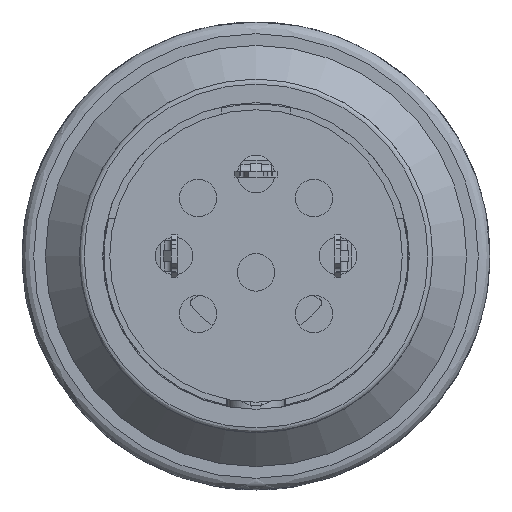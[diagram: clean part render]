
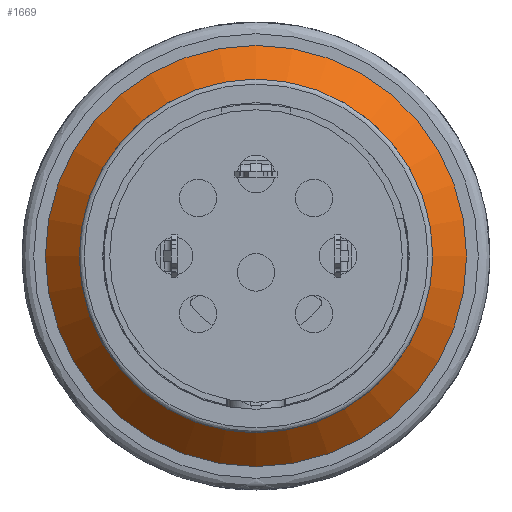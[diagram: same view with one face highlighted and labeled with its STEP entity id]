
A CAD part, left-side view. The second image highlights one B-rep face of the part: STEP entity #1669.
In plain terms, the highlighted conical face has half-angle 45 degrees and reference radius 7.55 mm.
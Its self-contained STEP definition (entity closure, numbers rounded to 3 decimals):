
#993=CONICAL_SURFACE('',#7726,7.55,45.);
#1250=FACE_BOUND('',#2558,.T.);
#1251=FACE_BOUND('',#2559,.T.);
#1669=ADVANCED_FACE('',(#1250,#1251),#993,.T.);
#2558=EDGE_LOOP('',(#4543));
#2559=EDGE_LOOP('',(#4544));
#2761=CIRCLE('',#7723,7.55);
#2762=CIRCLE('',#7725,9.);
#4543=ORIENTED_EDGE('',*,*,#6101,.T.);
#4544=ORIENTED_EDGE('',*,*,#6102,.F.);
#5194=VERTEX_POINT('',#13881);
#5195=VERTEX_POINT('',#13884);
#6101=EDGE_CURVE('',#5194,#5194,#2761,.T.);
#6102=EDGE_CURVE('',#5195,#5195,#2762,.T.);
#7723=AXIS2_PLACEMENT_3D('',#13880,#9262,#9263);
#7725=AXIS2_PLACEMENT_3D('',#13883,#9266,#9267);
#7726=AXIS2_PLACEMENT_3D('',#13885,#9268,#9269);
#9262=DIRECTION('',(1.,0.,0.));
#9263=DIRECTION('',(0.,0.,-1.));
#9266=DIRECTION('',(1.,0.,0.));
#9267=DIRECTION('',(0.,0.,-1.));
#9268=DIRECTION('',(1.,0.,0.));
#9269=DIRECTION('',(0.,0.,-1.));
#13880=CARTESIAN_POINT('',(0.95,0.,0.));
#13881=CARTESIAN_POINT('',(0.95,0.,-7.55));
#13883=CARTESIAN_POINT('',(2.4,0.,0.));
#13884=CARTESIAN_POINT('',(2.4,0.,-9.));
#13885=CARTESIAN_POINT('',(0.95,0.,0.));
